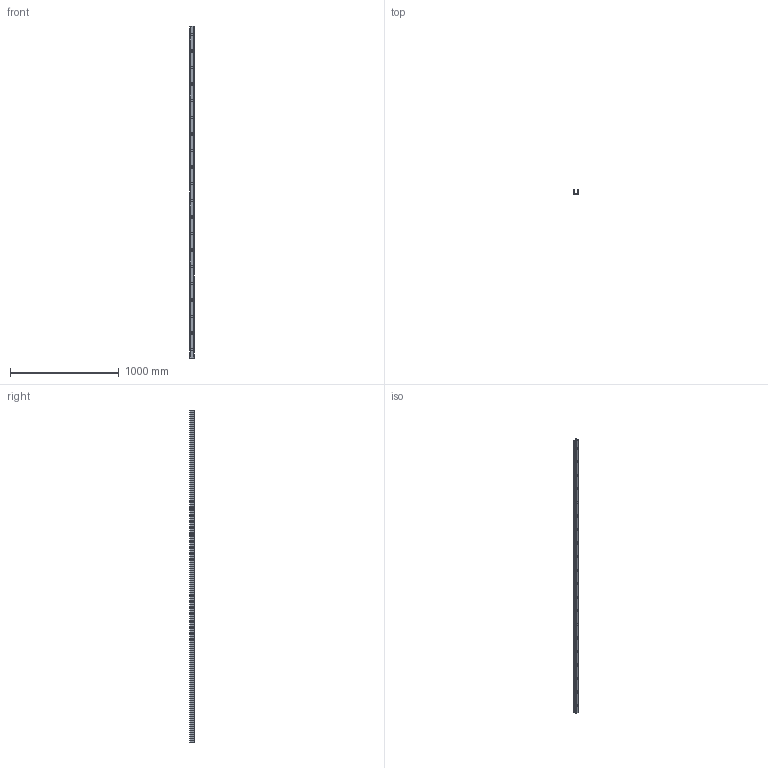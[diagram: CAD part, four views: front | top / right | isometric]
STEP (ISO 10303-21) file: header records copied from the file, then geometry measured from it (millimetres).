
FILE_DESCRIPTION(('TurboCAD Mac Pro'),'Build 980');
FILE_NAME('P1100KO.stp',' ',(''),(''),'ACIS Interop','IMSI','TurboCAD Mac Pro BY IMSI, INCORPORATED');
FILE_SCHEMA(('automotive_design'));
Length unit declared in the file: inch
Products named in the file (21): 1; 2; 3; 4; 5; 6; 7; 8; 9; 10; 11; 12; 13; 14; 15; 16; 17; 18; 19; 20; 21
Bounding box: 41.27 x 41.27 x 3048 mm (x, y, z)
Volume: 826582.6 mm3; surface area: 883271.6 mm2
Topology: 21 solids, 21 shells, 324 faces, 966 edges, 644 vertices
Faces by surface type: bspline 211, plane 112, cylinder 1
Entity records: 16730 total; most frequent: CARTESIAN_POINT 6674, ORIENTED_EDGE 1932, EDGE_CURVE 966, DIRECTION 670, VERTEX_POINT 644, B_SPLINE_CURVE_WITH_KNOTS 574, LINE 382, VECTOR 382
